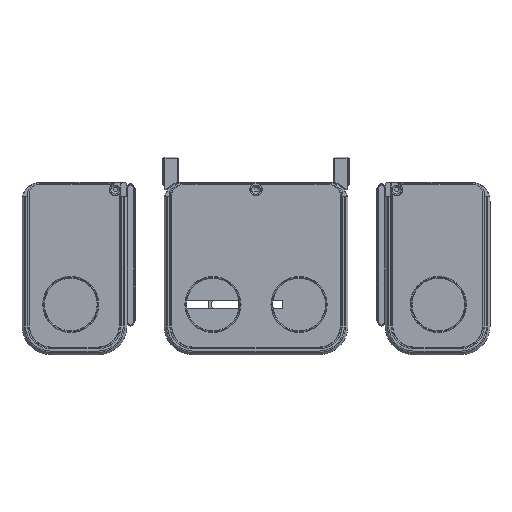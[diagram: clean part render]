
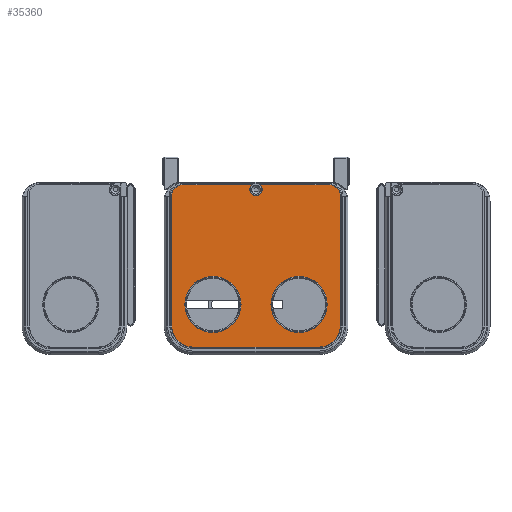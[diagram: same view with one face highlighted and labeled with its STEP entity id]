
A CAD part, top view. The second image highlights one B-rep face of the part: STEP entity #35360.
In plain terms, the highlighted planar face has unit normal (0, 0, 1).
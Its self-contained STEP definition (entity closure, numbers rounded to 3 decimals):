
#383=FACE_BOUND('',#5290,.T.);
#384=FACE_BOUND('',#5291,.T.);
#1319=PLANE('',#37814);
#3314=FACE_OUTER_BOUND('',#5289,.T.);
#5289=EDGE_LOOP('',(#29825,#29826,#29827,#29828,#29829,#29830,#29831,#29832,
#29833,#29834));
#5290=EDGE_LOOP('',(#29835));
#5291=EDGE_LOOP('',(#29836));
#8536=LINE('',#54958,#12865);
#8537=LINE('',#54974,#12866);
#8540=LINE('',#54989,#12869);
#8546=LINE('',#55004,#12875);
#8549=LINE('',#55013,#12878);
#12865=VECTOR('',#44368,10.);
#12866=VECTOR('',#44377,10.);
#12869=VECTOR('',#44388,10.);
#12875=VECTOR('',#44402,10.);
#12878=VECTOR('',#44413,10.);
#15247=CIRCLE('',#37795,7.8);
#15250=CIRCLE('',#37800,4.35);
#15252=CIRCLE('',#37804,7.8);
#15254=CIRCLE('',#37808,14.7);
#15256=CIRCLE('',#37812,14.7);
#15257=CIRCLE('',#37815,19.56);
#15258=CIRCLE('',#37816,19.56);
#17300=VERTEX_POINT('',#54943);
#17301=VERTEX_POINT('',#54944);
#17305=VERTEX_POINT('',#54957);
#17307=VERTEX_POINT('',#54966);
#17308=VERTEX_POINT('',#54973);
#17311=VERTEX_POINT('',#54981);
#17312=VERTEX_POINT('',#54988);
#17314=VERTEX_POINT('',#54994);
#17316=VERTEX_POINT('',#55000);
#17318=VERTEX_POINT('',#55006);
#17320=VERTEX_POINT('',#55015);
#17321=VERTEX_POINT('',#55017);
#21643=EDGE_CURVE('',#17300,#17301,#15247,.T.);
#21648=EDGE_CURVE('',#17301,#17305,#8536,.T.);
#21651=EDGE_CURVE('',#17305,#17307,#15250,.T.);
#21653=EDGE_CURVE('',#17307,#17308,#8537,.T.);
#21657=EDGE_CURVE('',#17308,#17311,#15252,.T.);
#21659=EDGE_CURVE('',#17311,#17312,#8540,.T.);
#21664=EDGE_CURVE('',#17312,#17314,#15254,.T.);
#21667=EDGE_CURVE('',#17314,#17316,#8546,.T.);
#21670=EDGE_CURVE('',#17316,#17318,#15256,.T.);
#21672=EDGE_CURVE('',#17318,#17300,#8549,.T.);
#21673=EDGE_CURVE('',#17320,#17320,#15257,.T.);
#21674=EDGE_CURVE('',#17321,#17321,#15258,.T.);
#29825=ORIENTED_EDGE('',*,*,#21643,.F.);
#29826=ORIENTED_EDGE('',*,*,#21672,.F.);
#29827=ORIENTED_EDGE('',*,*,#21670,.F.);
#29828=ORIENTED_EDGE('',*,*,#21667,.F.);
#29829=ORIENTED_EDGE('',*,*,#21664,.F.);
#29830=ORIENTED_EDGE('',*,*,#21659,.F.);
#29831=ORIENTED_EDGE('',*,*,#21657,.F.);
#29832=ORIENTED_EDGE('',*,*,#21653,.F.);
#29833=ORIENTED_EDGE('',*,*,#21651,.F.);
#29834=ORIENTED_EDGE('',*,*,#21648,.F.);
#29835=ORIENTED_EDGE('',*,*,#21673,.F.);
#29836=ORIENTED_EDGE('',*,*,#21674,.F.);
#35360=ADVANCED_FACE('',(#3314,#383,#384),#1319,.T.);
#37795=AXIS2_PLACEMENT_3D('',#54945,#44360,#44361);
#37800=AXIS2_PLACEMENT_3D('',#54967,#44373,#44374);
#37804=AXIS2_PLACEMENT_3D('',#54982,#44384,#44385);
#37808=AXIS2_PLACEMENT_3D('',#54998,#44396,#44397);
#37812=AXIS2_PLACEMENT_3D('',#55010,#44408,#44409);
#37814=AXIS2_PLACEMENT_3D('',#55014,#44414,#44415);
#37815=AXIS2_PLACEMENT_3D('',#55016,#44416,#44417);
#37816=AXIS2_PLACEMENT_3D('',#55018,#44418,#44419);
#44360=DIRECTION('center_axis',(0.,0.,-1.));
#44361=DIRECTION('ref_axis',(0.,1.,0.));
#44368=DIRECTION('',(1.,0.,0.));
#44373=DIRECTION('center_axis',(0.,0.,1.));
#44374=DIRECTION('ref_axis',(-1.,0.,0.));
#44377=DIRECTION('',(1.,0.,0.));
#44384=DIRECTION('center_axis',(0.,0.,-1.));
#44385=DIRECTION('ref_axis',(0.989,0.145,0.));
#44388=DIRECTION('',(0.,-1.,0.));
#44396=DIRECTION('center_axis',(0.,0.,-1.));
#44397=DIRECTION('ref_axis',(0.,-1.,0.));
#44402=DIRECTION('',(-1.,0.,0.));
#44408=DIRECTION('center_axis',(0.,0.,-1.));
#44409=DIRECTION('ref_axis',(-1.,0.,0.));
#44413=DIRECTION('',(0.,1.,0.));
#44414=DIRECTION('center_axis',(0.,0.,1.));
#44415=DIRECTION('ref_axis',(-1.,0.,0.));
#44416=DIRECTION('center_axis',(0.,0.,1.));
#44417=DIRECTION('ref_axis',(-1.,0.,0.));
#44418=DIRECTION('center_axis',(0.,0.,1.));
#44419=DIRECTION('ref_axis',(-1.,0.,0.));
#54943=CARTESIAN_POINT('',(-58.7,61.647,17.1));
#54944=CARTESIAN_POINT('',(-50.985,68.3,17.1));
#54945=CARTESIAN_POINT('Origin',(-50.985,60.5,17.1));
#54957=CARTESIAN_POINT('',(-2.834,68.3,17.1));
#54958=CARTESIAN_POINT('',(-25.492,68.3,17.1));
#54966=CARTESIAN_POINT('',(2.834,68.3,17.1));
#54967=CARTESIAN_POINT('Origin',(0.,65.,17.1));
#54973=CARTESIAN_POINT('',(50.985,68.3,17.1));
#54974=CARTESIAN_POINT('',(1.115,68.3,17.1));
#54981=CARTESIAN_POINT('',(58.7,61.647,17.1));
#54982=CARTESIAN_POINT('Origin',(50.985,60.5,17.1));
#54988=CARTESIAN_POINT('',(58.7,-30.,17.1));
#54989=CARTESIAN_POINT('',(58.7,36.731,17.1));
#54994=CARTESIAN_POINT('',(44.,-44.7,17.1));
#54998=CARTESIAN_POINT('Origin',(44.,-30.,17.1));
#55000=CARTESIAN_POINT('',(-44.,-44.7,17.1));
#55004=CARTESIAN_POINT('',(22.,-44.7,17.1));
#55006=CARTESIAN_POINT('',(-58.7,-30.,17.1));
#55010=CARTESIAN_POINT('Origin',(-44.,-30.,17.1));
#55013=CARTESIAN_POINT('',(-58.7,-9.1,17.1));
#55014=CARTESIAN_POINT('Origin',(0.,11.8,17.1));
#55015=CARTESIAN_POINT('',(-10.44,-15.,17.1));
#55016=CARTESIAN_POINT('Origin',(-30.,-15.,17.1));
#55017=CARTESIAN_POINT('',(49.56,-15.,17.1));
#55018=CARTESIAN_POINT('Origin',(30.,-15.,17.1));
